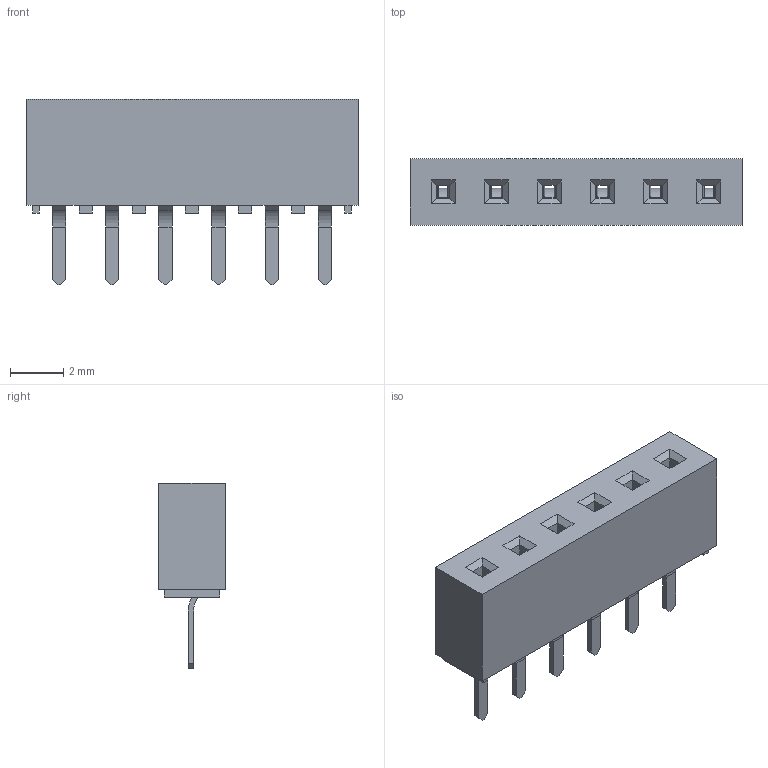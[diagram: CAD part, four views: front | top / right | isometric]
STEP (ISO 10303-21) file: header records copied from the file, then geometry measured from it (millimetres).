
FILE_DESCRIPTION(/* description */ ('Unknown'),/* implementation_level */ '2;1');
FILE_NAME(/* name */ 'J_Wurth_WR-PHD_62000611821',/* time_stamp */ '2025-04-24T17:15:16+08:00',/* author */ ('Unknown'),/* organization */ ('Unknown'),/* preprocessor_version */ 'ST-DEVELOPER v19.4',/* originating_system */ 'Solid Edge',/* authorisation */ 'Unknown');
FILE_SCHEMA (('AUTOMOTIVE_DESIGN {1 0 10303 214 3 1 1}'));
Length unit declared in the file: millimetre
Products named in the file (2): J_Wurth_WR-PHD_62000611821
Assembly tree (1 placements, depth 2):
  J_Wurth_WR-PHD_62000611821
    J_Wurth_WR-PHD_62000611821
Bounding box: 12.5 x 2.5 x 7 mm (x, y, z)
Volume: 91.2 mm3; surface area: 449.6 mm2
Topology: 7 solids, 7 shells, 527 faces, 1440 edges, 928 vertices
Faces by surface type: plane 335, cylinder 168, bspline 24
Entity records: 16818 total; most frequent: CARTESIAN_POINT 3257, ORIENTED_EDGE 2880, DIRECTION 2738, EDGE_CURVE 1440, LINE 1056, VECTOR 1056, VERTEX_POINT 928, AXIS2_PLACEMENT_3D 841
